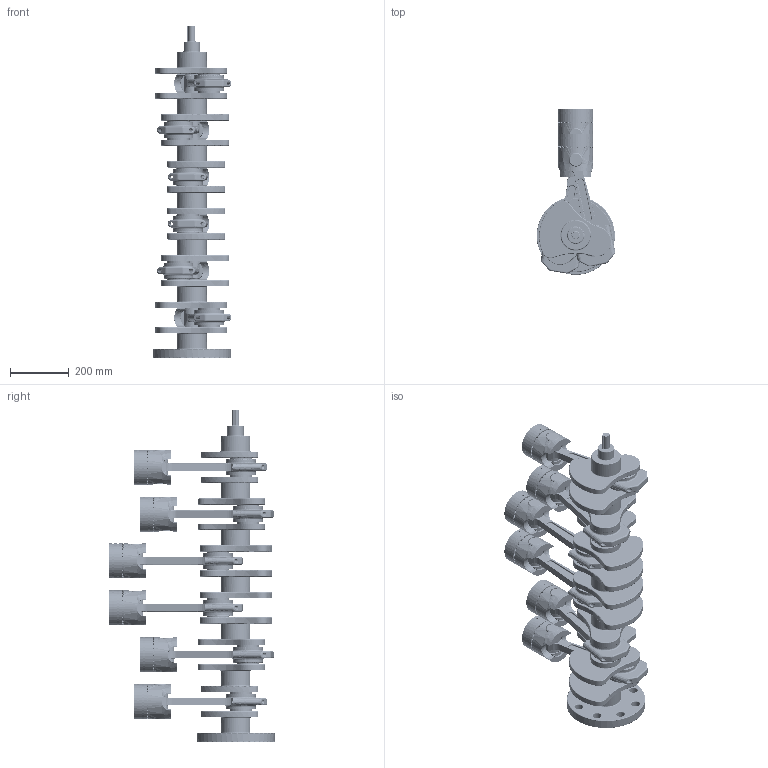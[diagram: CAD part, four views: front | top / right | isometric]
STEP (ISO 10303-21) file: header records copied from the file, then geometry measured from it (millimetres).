
FILE_DESCRIPTION(('FreeCAD Model'),'2;1');
FILE_NAME('Open CASCADE Shape Model','2025-05-04T14:06:22',('FreeCAD'),( 'FreeCAD'),'Open CASCADE STEP processor 7.6','FreeCAD','Unknown');
FILE_SCHEMA(('AUTOMOTIVE_DESIGN { 1 0 10303 214 1 1 1 1 }'));
Products named in the file (1): Open CASCADE STEP translator 7.6 1
Bounding box: 267.92 x 563.69 x 1131.87 mm (x, y, z)
Volume: 23421131.6 mm3; surface area: 2726184.6 mm2
Topology: 55 solids, 55 shells, 3539 faces, 8902 edges, 5434 vertices
Faces by surface type: bspline 3539
Entity records: 149682 total; most frequent: CARTESIAN_POINT 99539, ORIENTED_EDGE 17564, EDGE_CURVE 8782, B_SPLINE_CURVE_WITH_KNOTS 5613, VERTEX_POINT 5434, FACE_BOUND 3732, EDGE_LOOP 3732, ADVANCED_FACE 3539
